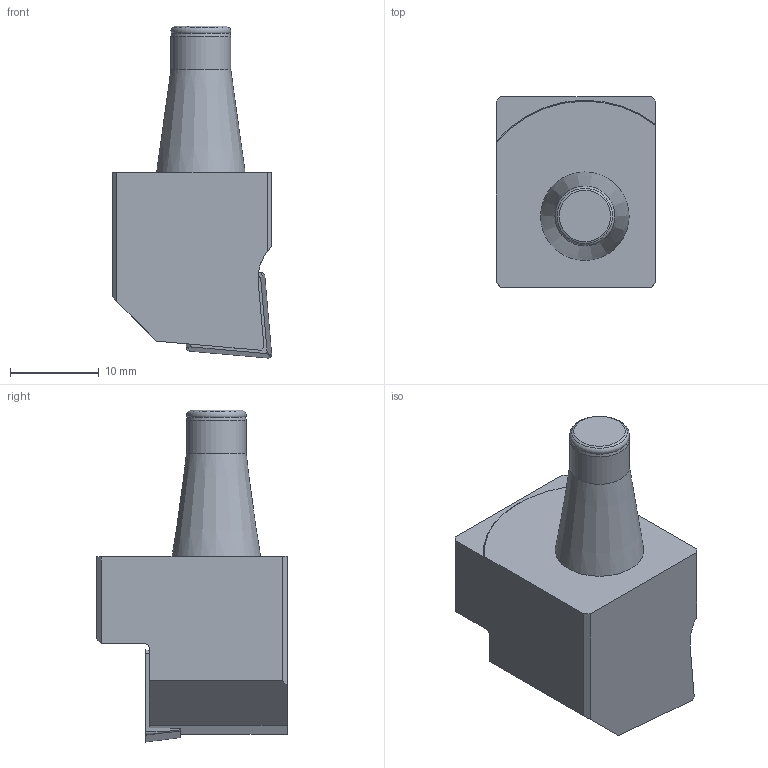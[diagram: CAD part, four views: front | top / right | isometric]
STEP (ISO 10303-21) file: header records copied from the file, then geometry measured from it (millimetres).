
FILE_DESCRIPTION(/* description */ (''),/* implementation_level */ '2;1');
FILE_NAME(/* name */ '1724996974581.stp',/* time_stamp */ '2024-08-30T11:19:44+06:00',/* author */ (''),/* organization */ ('SMS'),/* preprocessor_version */ 'ST-DEVELOPER v16.7',/* originating_system */ 'SIEMENS PLM Software NX 12.0',/* authorisation */ '');
FILE_SCHEMA (('AUTOMOTIVE_DESIGN { 1 0 10303 214 3 1 1 1 }'));
Length unit declared in the file: millimetre
Products named in the file (4): 200998958mod000_02; ASSEMBLY_CONSTRUCTION; 205399871mod000_00; 205399870mod000_00
Assembly tree (3 placements, depth 2):
  205399870mod000_00
    205399871mod000_00
    ASSEMBLY_CONSTRUCTION
    200998958mod000_02
Bounding box: 18 x 21.5 x 37.5 mm (x, y, z)
Volume: 6910.5 mm3; surface area: 2827.6 mm2
Topology: 2 solids, 2 shells, 56 faces, 142 edges, 103 vertices
Faces by surface type: plane 29, cone 11, cylinder 5, torus 5, extrusion 5, sphere 1
Full cylindrical faces by diameter (mm): 4.4 x2, 6.75 x1
Entity records: 1977 total; most frequent: CARTESIAN_POINT 492, DIRECTION 289, ORIENTED_EDGE 242, EDGE_CURVE 121, AXIS2_PLACEMENT_3D 104, VERTEX_POINT 86, VECTOR 81, LINE 76
